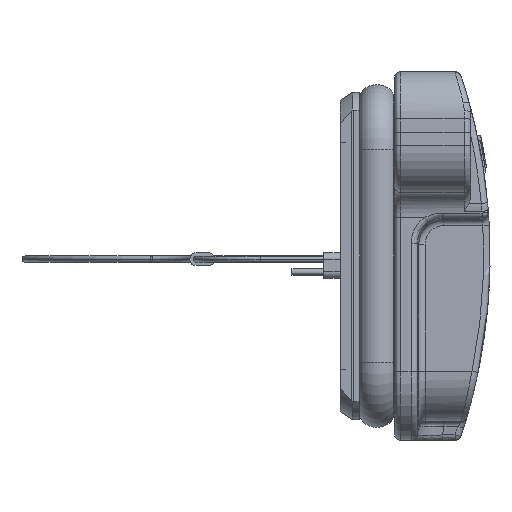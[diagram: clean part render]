
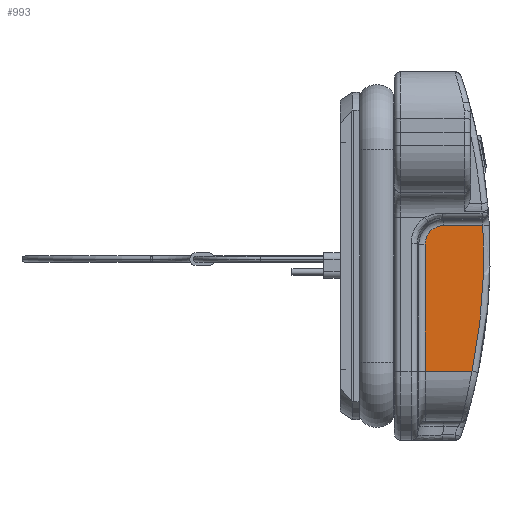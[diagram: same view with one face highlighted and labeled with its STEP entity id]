
A CAD part, left-side view. The second image highlights one B-rep face of the part: STEP entity #993.
In plain terms, the highlighted planar face has unit normal (-1, 0, -0.018).
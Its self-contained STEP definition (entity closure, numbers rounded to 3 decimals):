
#429=CIRCLE('',#8000,89.027);
#732=PLANE('',#8001);
#993=ADVANCED_FACE('',(#1596),#732,.F.);
#1596=FACE_OUTER_BOUND('',#2045,.T.);
#2045=EDGE_LOOP('',(#4025,#4026,#4027,#4028,#4029));
#2543=LINE('',#12407,#2941);
#2548=LINE('',#12498,#2946);
#2941=VECTOR('',#9273,1.);
#2946=VECTOR('',#9298,1.);
#4025=ORIENTED_EDGE('',*,*,#6665,.F.);
#4026=ORIENTED_EDGE('',*,*,#6643,.T.);
#4027=ORIENTED_EDGE('',*,*,#6647,.T.);
#4028=ORIENTED_EDGE('',*,*,#6663,.T.);
#4029=ORIENTED_EDGE('',*,*,#6666,.F.);
#5765=VERTEX_POINT('',#12385);
#5767=VERTEX_POINT('',#12393);
#5769=VERTEX_POINT('',#12405);
#5780=VERTEX_POINT('',#12474);
#5781=VERTEX_POINT('',#12499);
#6643=EDGE_CURVE('',#5767,#5765,#7455,.T.);
#6647=EDGE_CURVE('',#5765,#5769,#2543,.T.);
#6663=EDGE_CURVE('',#5769,#5780,#7466,.T.);
#6665=EDGE_CURVE('',#5767,#5781,#2548,.T.);
#6666=EDGE_CURVE('',#5781,#5780,#429,.T.);
#7455=B_SPLINE_CURVE_WITH_KNOTS('',3,(#12387,#12388,#12389,#12390,#12391,
#12392),.UNSPECIFIED.,.F.,.F.,(4,2,4),(0.,0.5,1.),.UNSPECIFIED.);
#7466=B_SPLINE_CURVE_WITH_KNOTS('',3,(#12470,#12471,#12472,#12473),
 .UNSPECIFIED.,.F.,.F.,(4,4),(0.,1.),.UNSPECIFIED.);
#8000=AXIS2_PLACEMENT_3D('',#12500,#9299,#9300);
#8001=AXIS2_PLACEMENT_3D('',#12501,#9301,#9302);
#9273=DIRECTION('',(0.017,0.,-1.));
#9298=DIRECTION('',(0.,-1.,0.));
#9299=DIRECTION('',(1.,0.,0.017));
#9300=DIRECTION('',(-0.001,-0.999,0.054));
#9301=DIRECTION('',(1.,0.,0.017));
#9302=DIRECTION('',(0.,1.,0.));
#12385=CARTESIAN_POINT('',(-61.631,15.153,1.817));
#12387=CARTESIAN_POINT('',(-61.683,12.194,4.775));
#12388=CARTESIAN_POINT('',(-61.683,12.975,4.77));
#12389=CARTESIAN_POINT('',(-61.677,13.738,4.465));
#12390=CARTESIAN_POINT('',(-61.658,14.841,3.364));
#12391=CARTESIAN_POINT('',(-61.645,15.147,2.6));
#12392=CARTESIAN_POINT('',(-61.631,15.153,1.817));
#12393=CARTESIAN_POINT('',(-61.683,12.194,4.775));
#12405=CARTESIAN_POINT('',(-61.283,15.153,-18.14));
#12407=CARTESIAN_POINT('',(-61.631,15.153,1.817));
#12470=CARTESIAN_POINT('',(-61.283,15.153,-18.14));
#12471=CARTESIAN_POINT('',(-61.283,12.697,-18.14));
#12472=CARTESIAN_POINT('',(-61.283,10.241,-18.14));
#12473=CARTESIAN_POINT('',(-61.283,7.785,-18.14));
#12474=CARTESIAN_POINT('',(-61.283,7.785,-18.14));
#12498=CARTESIAN_POINT('',(-61.683,12.194,4.775));
#12499=CARTESIAN_POINT('',(-61.683,6.049,4.775));
#12500=CARTESIAN_POINT('',(-61.599,94.947,-0.017));
#12501=CARTESIAN_POINT('',(-61.483,10.529,-6.682));
